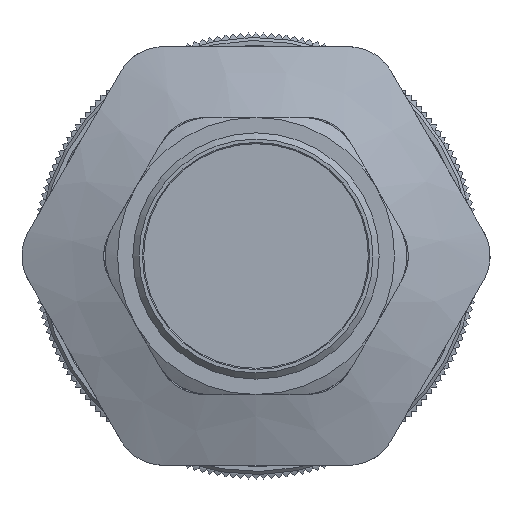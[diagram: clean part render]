
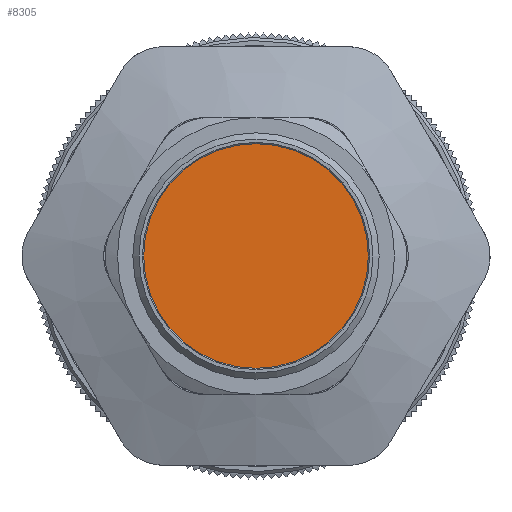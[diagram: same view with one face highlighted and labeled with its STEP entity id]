
A CAD part, front view. The second image highlights one B-rep face of the part: STEP entity #8305.
In plain terms, the highlighted planar face has unit normal (0, -1, 0).
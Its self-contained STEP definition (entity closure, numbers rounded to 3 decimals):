
#916=FACE_OUTER_BOUND('',#1367,.T.);
#1367=EDGE_LOOP('',(#4905));
#2662=CIRCLE('',#8788,18.25);
#2734=VERTEX_POINT('',#11015);
#3598=EDGE_CURVE('',#2734,#2734,#2662,.T.);
#4905=ORIENTED_EDGE('',*,*,#3598,.F.);
#7466=PLANE('',#8787);
#8305=ADVANCED_FACE('',(#916),#7466,.F.);
#8787=AXIS2_PLACEMENT_3D('',#11014,#9311,#9312);
#8788=AXIS2_PLACEMENT_3D('',#11016,#9313,#9314);
#9311=DIRECTION('center_axis',(0.,1.,0.));
#9312=DIRECTION('ref_axis',(0.,0.,1.));
#9313=DIRECTION('center_axis',(0.,1.,0.));
#9314=DIRECTION('ref_axis',(1.,0.,0.));
#11014=CARTESIAN_POINT('Origin',(-3.673,-16.418,0.));
#11015=CARTESIAN_POINT('',(-21.923,-16.418,0.));
#11016=CARTESIAN_POINT('Origin',(-3.673,-16.418,0.));
